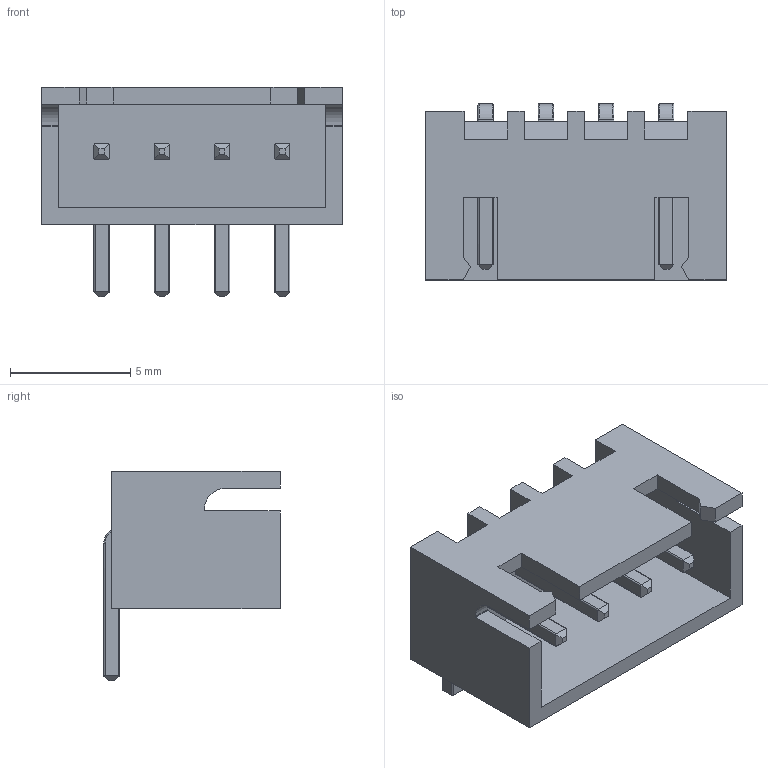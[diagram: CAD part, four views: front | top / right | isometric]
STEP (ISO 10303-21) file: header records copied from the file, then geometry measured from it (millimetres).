
FILE_DESCRIPTION (( 'STEP AP214' ), '1' );
FILE_NAME ('CONN-TH_X8821WR-04S-46SN.step', '2022-08-03T09:57:20', ( '' ), ( '' ), 'SwSTEP 2.0', 'SolidWorks 2020', '' );
FILE_SCHEMA (( 'AUTOMOTIVE_DESIGN' ));
Length unit declared in the file: millimetre
Products named in the file (1): CONN-TH_X8821WR-04S-46SN
Bounding box: 12.5 x 7.32 x 8.7 mm (x, y, z)
Volume: 224.7 mm3; surface area: 678.8 mm2
Topology: 14 solids, 14 shells, 481 faces, 1290 edges, 852 vertices
Faces by surface type: plane 301, bspline 114, cylinder 50, torus 16
Entity records: 21244 total; most frequent: CARTESIAN_POINT 5298, ORIENTED_EDGE 2580, DIRECTION 1806, EDGE_CURVE 1290, VECTOR 902, LINE 902, VERTEX_POINT 852, EDGE_LOOP 508
